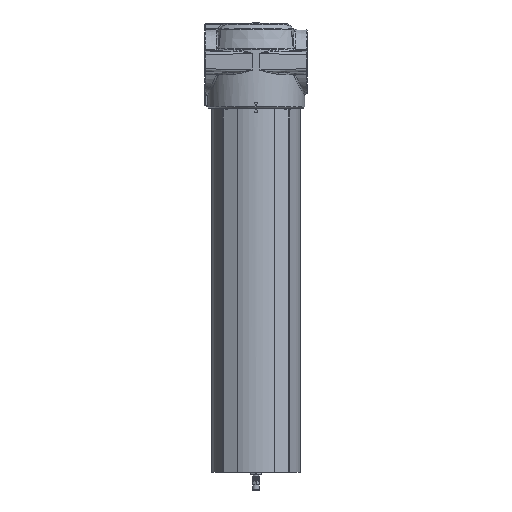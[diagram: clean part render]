
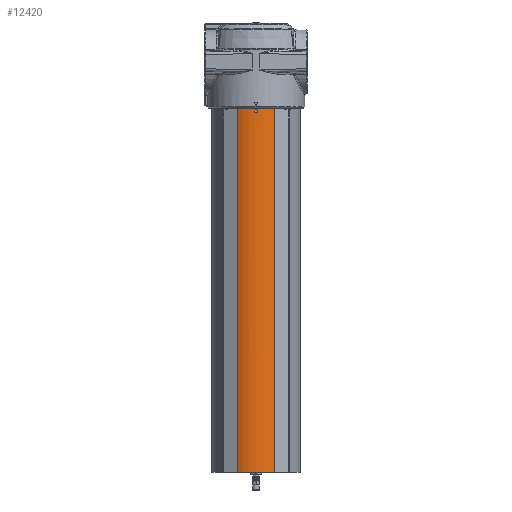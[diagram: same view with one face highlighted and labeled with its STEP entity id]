
A CAD part, front view. The second image highlights one B-rep face of the part: STEP entity #12420.
In plain terms, the highlighted cylindrical face has radius 82.5 mm (diameter 165 mm), a partial arc.
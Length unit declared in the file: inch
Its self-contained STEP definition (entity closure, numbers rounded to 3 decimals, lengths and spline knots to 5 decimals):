
#614=LINE('',#20887,#1008);
#627=LINE('',#20955,#1021);
#1008=VECTOR('',#15238,26.8895);
#1021=VECTOR('',#15277,26.8895);
#1356=FACE_BOUND('',#3573,.T.);
#2708=FACE_OUTER_BOUND('',#3572,.T.);
#3572=EDGE_LOOP('',(#9406,#9407,#9408,#9409));
#3573=EDGE_LOOP('',(#9410,#9411,#9412));
#4412=CIRCLE('',#13394,3.24803);
#4430=CIRCLE('',#13434,3.24803);
#4431=CIRCLE('',#13435,3.24803);
#5061=B_SPLINE_CURVE_WITH_KNOTS('',3,(#20960,#20961,#20962,#20963,#20964,
#20965,#20966,#20967,#20968,#20969,#20970,#20971,#20972,#20973,#20974,#20975,
#20976,#20977),.UNSPECIFIED.,.F.,.F.,(4,2,2,2,2,2,2,2,4),(1.78192,
1.79649,1.81105,1.84019,1.93034,2.02048,
2.2134,2.40632,2.61466),.UNSPECIFIED.);
#5062=B_SPLINE_CURVE_WITH_KNOTS('',3,(#20978,#20979,#20980,#20981,#20982,
#20983,#20984,#20985,#20986,#20987,#20988,#20989,#20990,#20991,#20992,#20993,
#20994,#20995),.UNSPECIFIED.,.F.,.F.,(4,2,2,2,2,2,2,2,4),(0.94917,
1.15751,1.35043,1.54335,1.6335,1.72365,
1.75278,1.76735,1.78192),.UNSPECIFIED.);
#5832=VERTEX_POINT('',#20552);
#5833=VERTEX_POINT('',#20554);
#5874=VERTEX_POINT('',#20885);
#5887=VERTEX_POINT('',#20953);
#5888=VERTEX_POINT('',#20956);
#5889=VERTEX_POINT('',#20957);
#5890=VERTEX_POINT('',#20959);
#7087=EDGE_CURVE('',#5833,#5832,#4412,.T.);
#7139=EDGE_CURVE('',#5832,#5874,#614,.T.);
#7160=EDGE_CURVE('',#5874,#5887,#4430,.T.);
#7161=EDGE_CURVE('',#5833,#5887,#627,.T.);
#7162=EDGE_CURVE('',#5888,#5889,#4431,.T.);
#7163=EDGE_CURVE('',#5890,#5889,#5061,.T.);
#7164=EDGE_CURVE('',#5888,#5890,#5062,.T.);
#9406=ORIENTED_EDGE('',*,*,#7087,.T.);
#9407=ORIENTED_EDGE('',*,*,#7139,.T.);
#9408=ORIENTED_EDGE('',*,*,#7160,.T.);
#9409=ORIENTED_EDGE('',*,*,#7161,.F.);
#9410=ORIENTED_EDGE('',*,*,#7162,.T.);
#9411=ORIENTED_EDGE('',*,*,#7163,.F.);
#9412=ORIENTED_EDGE('',*,*,#7164,.F.);
#12081=CYLINDRICAL_SURFACE('',#13433,3.24803);
#12420=ADVANCED_FACE('',(#2708,#1356),#12081,.T.);
#13394=AXIS2_PLACEMENT_3D('',#20555,#15169,#15170);
#13433=AXIS2_PLACEMENT_3D('',#20952,#15273,#15274);
#13434=AXIS2_PLACEMENT_3D('',#20954,#15275,#15276);
#13435=AXIS2_PLACEMENT_3D('',#20958,#15278,#15279);
#15169=DIRECTION('center_axis',(0.,0.,-1.));
#15170=DIRECTION('ref_axis',(1.,0.,0.));
#15238=DIRECTION('',(0.,0.,-1.));
#15273=DIRECTION('center_axis',(0.,0.,-1.));
#15274=DIRECTION('ref_axis',(1.,0.,0.));
#15275=DIRECTION('center_axis',(0.,0.,1.));
#15276=DIRECTION('ref_axis',(1.,0.,0.));
#15277=DIRECTION('',(0.,0.,-1.));
#15278=DIRECTION('center_axis',(0.,0.,-1.));
#15279=DIRECTION('ref_axis',(1.,0.,0.));
#20552=CARTESIAN_POINT('',(-1.39831,-2.93163,-1.2601));
#20554=CARTESIAN_POINT('',(1.39831,-2.93163,-1.2601));
#20555=CARTESIAN_POINT('Origin',(0.,0.,-1.2601));
#20885=CARTESIAN_POINT('',(-1.39831,-2.93163,-28.14961));
#20887=CARTESIAN_POINT('',(-1.39831,-2.93163,0.));
#20952=CARTESIAN_POINT('Origin',(0.,0.,0.));
#20953=CARTESIAN_POINT('',(1.39831,-2.93163,-28.14961));
#20954=CARTESIAN_POINT('Origin',(0.,0.,-28.14961));
#20955=CARTESIAN_POINT('',(1.39831,-2.93163,0.));
#20956=CARTESIAN_POINT('',(0.11533,-3.24598,-1.61417));
#20957=CARTESIAN_POINT('',(-0.11533,-3.24598,-1.61417));
#20958=CARTESIAN_POINT('Origin',(0.,0.,-1.61417));
#20959=CARTESIAN_POINT('',(0.,-3.24803,-1.29921));
#20960=CARTESIAN_POINT('Ctrl Pts',(0.,-3.24803,
-1.29921));
#20961=CARTESIAN_POINT('Ctrl Pts',(-0.00191,-3.24803,
-1.29921));
#20962=CARTESIAN_POINT('Ctrl Pts',(-0.00383,-3.24803,
-1.29951));
#20963=CARTESIAN_POINT('Ctrl Pts',(-0.00757,-3.24802,
-1.30064));
#20964=CARTESIAN_POINT('Ctrl Pts',(-0.00939,-3.24802,
-1.30148));
#20965=CARTESIAN_POINT('Ctrl Pts',(-0.01459,-3.248,
-1.30455));
#20966=CARTESIAN_POINT('Ctrl Pts',(-0.01771,-3.24798,
-1.30736));
#20967=CARTESIAN_POINT('Ctrl Pts',(-0.02838,-3.24792,
-1.31881));
#20968=CARTESIAN_POINT('Ctrl Pts',(-0.0346,-3.24785,
-1.32994));
#20969=CARTESIAN_POINT('Ctrl Pts',(-0.04576,-3.24771,
-1.35306));
#20970=CARTESIAN_POINT('Ctrl Pts',(-0.05054,-3.24764,
-1.36514));
#20971=CARTESIAN_POINT('Ctrl Pts',(-0.06328,-3.24743,-1.40003));
#20972=CARTESIAN_POINT('Ctrl Pts',(-0.07062,-3.24727,
-1.42477));
#20973=CARTESIAN_POINT('Ctrl Pts',(-0.08435,-3.24694,
-1.47542));
#20974=CARTESIAN_POINT('Ctrl Pts',(-0.09068,-3.24677,
-1.50134));
#20975=CARTESIAN_POINT('Ctrl Pts',(-0.10324,-3.2464,
-1.55612));
#20976=CARTESIAN_POINT('Ctrl Pts',(-0.1094,-3.24619,
-1.58502));
#20977=CARTESIAN_POINT('Ctrl Pts',(-0.11533,-3.24598,
-1.61417));
#20978=CARTESIAN_POINT('Ctrl Pts',(0.11533,-3.24598,
-1.61417));
#20979=CARTESIAN_POINT('Ctrl Pts',(0.1094,-3.24619,
-1.58502));
#20980=CARTESIAN_POINT('Ctrl Pts',(0.10324,-3.2464,-1.55612));
#20981=CARTESIAN_POINT('Ctrl Pts',(0.09068,-3.24677,
-1.50134));
#20982=CARTESIAN_POINT('Ctrl Pts',(0.08435,-3.24694,
-1.47542));
#20983=CARTESIAN_POINT('Ctrl Pts',(0.07062,-3.24727,
-1.42477));
#20984=CARTESIAN_POINT('Ctrl Pts',(0.06328,-3.24743,
-1.40003));
#20985=CARTESIAN_POINT('Ctrl Pts',(0.05054,-3.24764,
-1.36514));
#20986=CARTESIAN_POINT('Ctrl Pts',(0.04576,-3.24771,
-1.35306));
#20987=CARTESIAN_POINT('Ctrl Pts',(0.0346,-3.24785,
-1.32994));
#20988=CARTESIAN_POINT('Ctrl Pts',(0.02838,-3.24792,
-1.31881));
#20989=CARTESIAN_POINT('Ctrl Pts',(0.01771,-3.24798,
-1.30736));
#20990=CARTESIAN_POINT('Ctrl Pts',(0.01459,-3.248,
-1.30455));
#20991=CARTESIAN_POINT('Ctrl Pts',(0.00939,-3.24802,
-1.30148));
#20992=CARTESIAN_POINT('Ctrl Pts',(0.00757,-3.24802,
-1.30064));
#20993=CARTESIAN_POINT('Ctrl Pts',(0.00383,-3.24803,
-1.29951));
#20994=CARTESIAN_POINT('Ctrl Pts',(0.00191,-3.24803,
-1.29921));
#20995=CARTESIAN_POINT('Ctrl Pts',(0.,-3.24803,
-1.29921));
